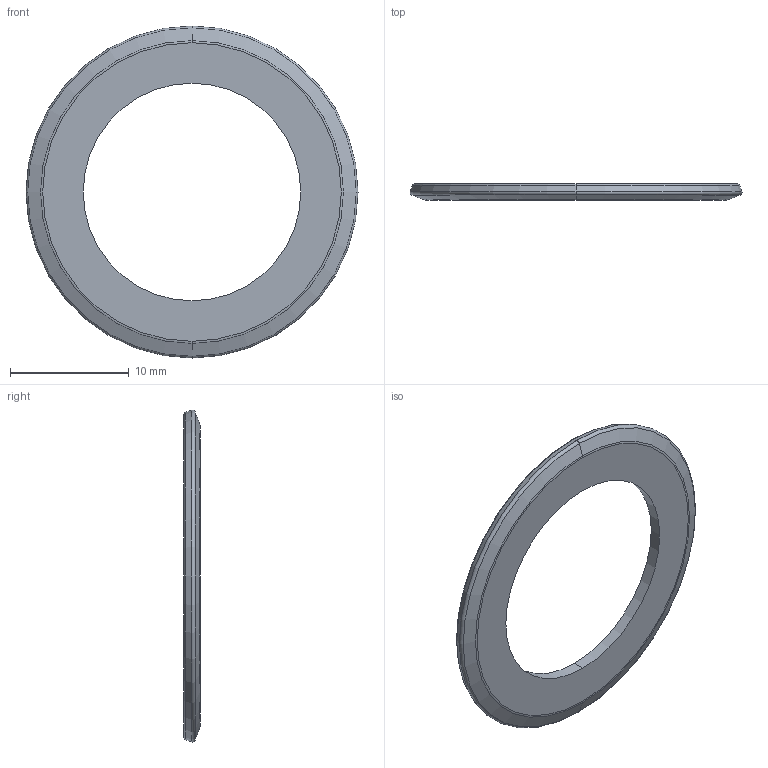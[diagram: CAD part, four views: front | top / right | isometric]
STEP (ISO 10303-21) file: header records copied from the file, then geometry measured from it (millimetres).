
FILE_DESCRIPTION (( 'STEP AP203' ), '1' );
FILE_NAME ('Mirror3417-4008-0016 ring.STEP', '2023-10-05T19:49:11', ( '' ), ( '' ), 'SwSTEP 2.0', 'SolidWorks 2022', '' );
FILE_SCHEMA (( 'CONFIG_CONTROL_DESIGN' ));
Length unit declared in the file: millimetre
Products named in the file (1): Mirror3417-4008-0016 ring
Bounding box: 27.96 x 1.38 x 27.96 mm (x, y, z)
Volume: 346.2 mm3; surface area: 822.9 mm2
Topology: 1 solids, 1 shells, 18 faces, 36 edges, 20 vertices
Faces by surface type: torus 8, cone 6, cylinder 2, plane 2
Entity records: 553 total; most frequent: DIRECTION 102, CARTESIAN_POINT 75, ORIENTED_EDGE 72, AXIS2_PLACEMENT_3D 47, EDGE_CURVE 36, CIRCLE 28, EDGE_LOOP 20, VERTEX_POINT 20
